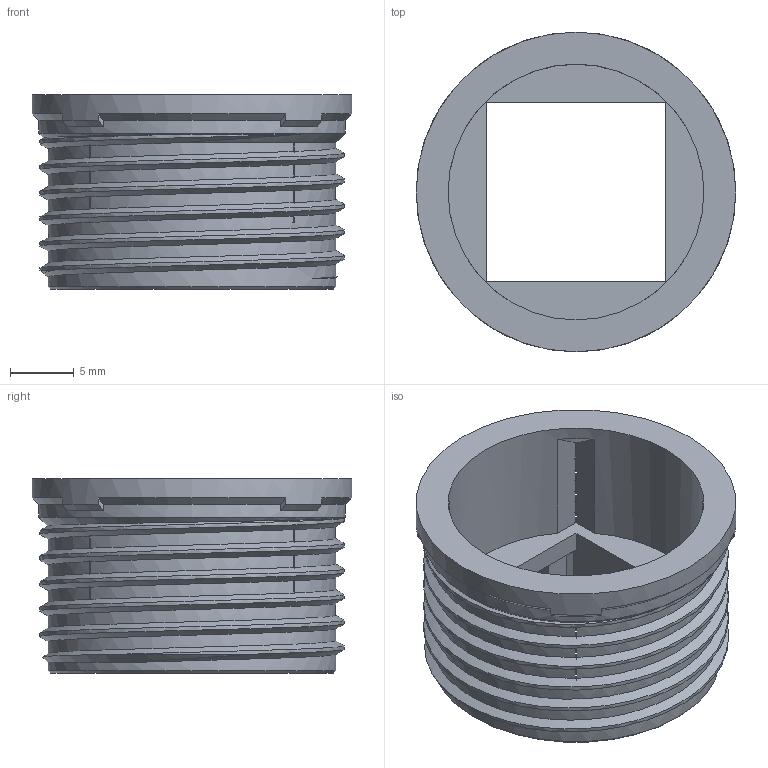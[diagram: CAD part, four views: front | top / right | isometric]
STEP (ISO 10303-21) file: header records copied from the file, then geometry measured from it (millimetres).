
FILE_DESCRIPTION(/* description */ ('','CAx-IF Rec.Pracs.---Representation and Presentation of Product Manufacturing Information (PMI)---4.0---2014-10-13'),/* implementation_level */ '2;1');
FILE_NAME(/* name */ 'OSBMX v2 - 24mm - Main Body.step',/* time_stamp */ '2025-02-23T10:18:28-05:00',/* author */ (''),/* organization */ (''),/* preprocessor_version */ 'ST-DEVELOPER v20',/* originating_system */ 'Autodesk Translation Framework v13.20.0.188',/* authorisation */ '');
FILE_SCHEMA (('AP242_MANAGED_MODEL_BASED_3D_ENGINEERING_MIM_LF { 1 0 10303 442 1 1 4 }'));
Length unit declared in the file: millimetre
Products named in the file (1): cherry mx v28
Bounding box: 25 x 25 x 15.2 mm (x, y, z)
Volume: 2093.7 mm3; surface area: 2928.8 mm2
Topology: 1 solids, 1 shells, 93 faces, 370 edges, 252 vertices
Faces by surface type: plane 40, cylinder 34, cone 17, bspline 2
Full cylindrical faces by diameter (mm): 1.8 x2, 20 x1, 22.5 x3, 23.822 x4, 24 x1, 25 x1
Entity records: 5921 total; most frequent: CARTESIAN_POINT 3009, ORIENTED_EDGE 740, DIRECTION 473, EDGE_CURVE 370, VERTEX_POINT 252, AXIS2_PLACEMENT_3D 160, LINE 153, VECTOR 153
